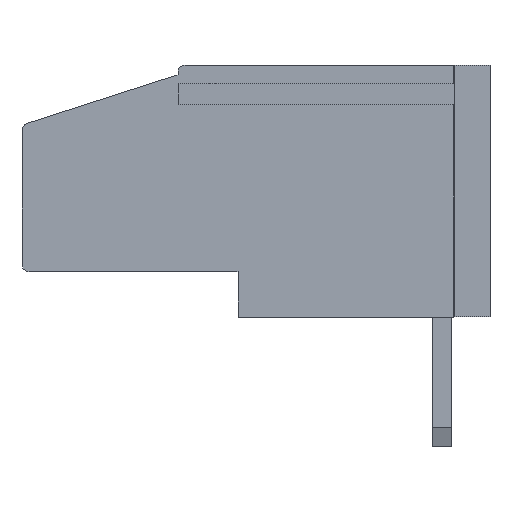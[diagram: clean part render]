
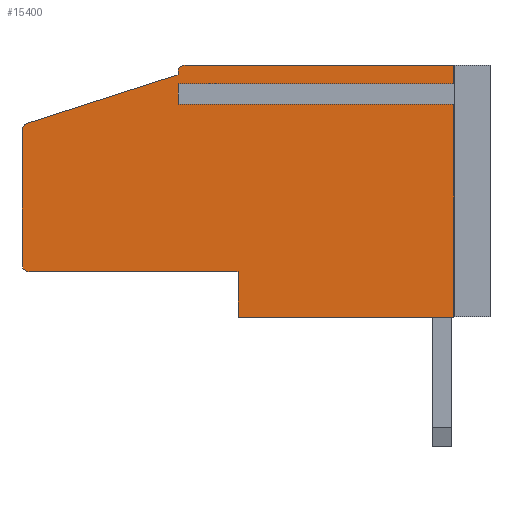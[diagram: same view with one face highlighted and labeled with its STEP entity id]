
A CAD part, left-side view. The second image highlights one B-rep face of the part: STEP entity #15400.
In plain terms, the highlighted planar face has unit normal (-1, 0, 0).
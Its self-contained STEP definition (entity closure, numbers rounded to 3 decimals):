
#580 = VECTOR ( 'NONE', #5551, 1000. ) ;
#767 = VERTEX_POINT ( 'NONE', #8141 ) ;
#1022 = VECTOR ( 'NONE', #23978, 1000. ) ;
#1099 = DIRECTION ( 'NONE',  ( -1., 0., 0. ) ) ;
#1395 = VERTEX_POINT ( 'NONE', #3103 ) ;
#1612 = VECTOR ( 'NONE', #11439, 1000. ) ;
#1831 = ORIENTED_EDGE ( 'NONE', *, *, #19887, .F. ) ;
#1833 = CARTESIAN_POINT ( 'NONE',  ( 0., 10.5, 1.9 ) ) ;
#2186 = CARTESIAN_POINT ( 'NONE',  ( 0., 19.5, 8. ) ) ;
#2262 = DIRECTION ( 'NONE',  ( 0., 0., -1. ) ) ;
#2438 = AXIS2_PLACEMENT_3D ( 'NONE', #19256, #19106, #25656 ) ;
#2710 = DIRECTION ( 'NONE',  ( 0., -1., 0. ) ) ;
#3103 = CARTESIAN_POINT ( 'NONE',  ( 0., 13., 10.1 ) ) ;
#3217 = DIRECTION ( 'NONE',  ( 0., 0., -1. ) ) ;
#3556 = EDGE_CURVE ( 'NONE', #22270, #27063, #27703, .T. ) ;
#3690 = CARTESIAN_POINT ( 'NONE',  ( 0., 1.5, 10.5 ) ) ;
#3691 = ORIENTED_EDGE ( 'NONE', *, *, #5334, .F. ) ;
#3723 = DIRECTION ( 'NONE',  ( -1., 0., 0. ) ) ;
#3740 = CARTESIAN_POINT ( 'NONE',  ( 0., 1.5, 0. ) ) ;
#3836 = CARTESIAN_POINT ( 'NONE',  ( 0., 13., 10.1 ) ) ;
#3977 = LINE ( 'NONE', #3836, #11078 ) ;
#4225 = VERTEX_POINT ( 'NONE', #23524 ) ;
#4337 = CARTESIAN_POINT ( 'NONE',  ( 0., 19.5, 2.2 ) ) ;
#4519 = CARTESIAN_POINT ( 'NONE',  ( 0., 10.5, 0. ) ) ;
#4834 = CARTESIAN_POINT ( 'NONE',  ( 0., 19.2, 2.2 ) ) ;
#4938 = VECTOR ( 'NONE', #25967, 1000. ) ;
#5166 = LINE ( 'NONE', #13811, #16840 ) ;
#5334 = EDGE_CURVE ( 'NONE', #24166, #17300, #25756, .T. ) ;
#5551 = DIRECTION ( 'NONE',  ( 0., 0., -1. ) ) ;
#5874 = CARTESIAN_POINT ( 'NONE',  ( 0., 19.5, 10.5 ) ) ;
#6087 = ORIENTED_EDGE ( 'NONE', *, *, #23457, .T. ) ;
#6089 = CARTESIAN_POINT ( 'NONE',  ( 0., 13., 9.502 ) ) ;
#6161 = CIRCLE ( 'NONE', #25234, 0.3 ) ;
#6369 = ORIENTED_EDGE ( 'NONE', *, *, #18878, .F. ) ;
#6376 = ORIENTED_EDGE ( 'NONE', *, *, #23203, .F. ) ;
#6419 = PLANE ( 'NONE',  #25979 ) ;
#6423 = CARTESIAN_POINT ( 'NONE',  ( 0., 1.5, 9.098 ) ) ;
#6588 = EDGE_CURVE ( 'NONE', #17300, #767, #27129, .T. ) ;
#6675 = VECTOR ( 'NONE', #18328, 1000. ) ;
#7022 = LINE ( 'NONE', #19968, #1022 ) ;
#7635 = CARTESIAN_POINT ( 'NONE',  ( 0., 19.5, 1.9 ) ) ;
#8078 = DIRECTION ( 'NONE',  ( 0., 0., 1. ) ) ;
#8131 = CARTESIAN_POINT ( 'NONE',  ( 0., 1.5, 10.5 ) ) ;
#8141 = CARTESIAN_POINT ( 'NONE',  ( 0., 19.2, 1.9 ) ) ;
#8581 = VERTEX_POINT ( 'NONE', #20171 ) ;
#8690 = LINE ( 'NONE', #17400, #9713 ) ;
#8929 = EDGE_CURVE ( 'NONE', #4225, #1395, #17157, .T. ) ;
#9028 = VERTEX_POINT ( 'NONE', #8131 ) ;
#9233 = AXIS2_PLACEMENT_3D ( 'NONE', #4834, #1099, #22330 ) ;
#9450 = CARTESIAN_POINT ( 'NONE',  ( 0., 19.5, 10.5 ) ) ;
#9713 = VECTOR ( 'NONE', #2710, 1000. ) ;
#9770 = VECTOR ( 'NONE', #21336, 1000. ) ;
#10527 = EDGE_CURVE ( 'NONE', #22270, #10774, #5166, .T. ) ;
#10774 = VERTEX_POINT ( 'NONE', #12762 ) ;
#10870 = EDGE_CURVE ( 'NONE', #16899, #767, #21996, .T. ) ;
#10984 = VECTOR ( 'NONE', #27629, 1000. ) ;
#11042 = CARTESIAN_POINT ( 'NONE',  ( 0., 19.5, 0. ) ) ;
#11071 = EDGE_CURVE ( 'NONE', #1395, #8581, #3977, .T. ) ;
#11078 = VECTOR ( 'NONE', #8078, 1000. ) ;
#11439 = DIRECTION ( 'NONE',  ( 0., -1., 0. ) ) ;
#11582 = ORIENTED_EDGE ( 'NONE', *, *, #16982, .F. ) ;
#12039 = LINE ( 'NONE', #3690, #580 ) ;
#12234 = CARTESIAN_POINT ( 'NONE',  ( 0., 10.5, 1.9 ) ) ;
#12369 = DIRECTION ( 'NONE',  ( 0., 0., -1. ) ) ;
#12762 = CARTESIAN_POINT ( 'NONE',  ( 0., 1.5, 9.502 ) ) ;
#12881 = DIRECTION ( 'NONE',  ( 0., -1., 0. ) ) ;
#13052 = DIRECTION ( 'NONE',  ( 1., 0., 0. ) ) ;
#13146 = VERTEX_POINT ( 'NONE', #6423 ) ;
#13393 = EDGE_CURVE ( 'NONE', #24166, #15722, #24020, .T. ) ;
#13570 = LINE ( 'NONE', #9450, #1612 ) ;
#13811 = CARTESIAN_POINT ( 'NONE',  ( 0., 13., 9.502 ) ) ;
#14031 = ORIENTED_EDGE ( 'NONE', *, *, #8929, .F. ) ;
#14634 = CARTESIAN_POINT ( 'NONE',  ( 0., 19.5, 10.5 ) ) ;
#14963 = LINE ( 'NONE', #5874, #10984 ) ;
#15001 = CARTESIAN_POINT ( 'NONE',  ( 0., 19.5, 7.782 ) ) ;
#15226 = FACE_OUTER_BOUND ( 'NONE', #26156, .T. ) ;
#15400 = ADVANCED_FACE ( 'NONE', ( #15226 ), #6419, .F. ) ;
#15557 = CARTESIAN_POINT ( 'NONE',  ( 0., 13., 9.098 ) ) ;
#15722 = VERTEX_POINT ( 'NONE', #3740 ) ;
#16053 = EDGE_CURVE ( 'NONE', #16899, #16752, #14963, .T. ) ;
#16113 = DIRECTION ( 'NONE',  ( 0., -1., 0. ) ) ;
#16752 = VERTEX_POINT ( 'NONE', #15001 ) ;
#16840 = VECTOR ( 'NONE', #16113, 1000. ) ;
#16899 = VERTEX_POINT ( 'NONE', #4337 ) ;
#16982 = EDGE_CURVE ( 'NONE', #9028, #10774, #7022, .T. ) ;
#17000 = VERTEX_POINT ( 'NONE', #19434 ) ;
#17157 = LINE ( 'NONE', #2186, #4938 ) ;
#17300 = VERTEX_POINT ( 'NONE', #12234 ) ;
#17400 = CARTESIAN_POINT ( 'NONE',  ( 0., 13., 9.098 ) ) ;
#18133 = VECTOR ( 'NONE', #3217, 1000. ) ;
#18328 = DIRECTION ( 'NONE',  ( 0., 1., 0. ) ) ;
#18825 = CARTESIAN_POINT ( 'NONE',  ( 0., 12.7, 10.2 ) ) ;
#18878 = EDGE_CURVE ( 'NONE', #27063, #13146, #8690, .T. ) ;
#19106 = DIRECTION ( 'NONE',  ( -1., 0., 0. ) ) ;
#19170 = ORIENTED_EDGE ( 'NONE', *, *, #10527, .T. ) ;
#19256 = CARTESIAN_POINT ( 'NONE',  ( 0., 19.2, 7.782 ) ) ;
#19312 = VECTOR ( 'NONE', #12881, 1000. ) ;
#19391 = EDGE_CURVE ( 'NONE', #17000, #8581, #6161, .T. ) ;
#19397 = ORIENTED_EDGE ( 'NONE', *, *, #10870, .T. ) ;
#19434 = CARTESIAN_POINT ( 'NONE',  ( 0., 12.7, 10.5 ) ) ;
#19887 = EDGE_CURVE ( 'NONE', #17000, #9028, #13570, .T. ) ;
#19968 = CARTESIAN_POINT ( 'NONE',  ( 0., 1.5, 10.5 ) ) ;
#20049 = ORIENTED_EDGE ( 'NONE', *, *, #6588, .F. ) ;
#20171 = CARTESIAN_POINT ( 'NONE',  ( 0., 13., 10.2 ) ) ;
#20470 = ORIENTED_EDGE ( 'NONE', *, *, #16053, .F. ) ;
#21013 = ORIENTED_EDGE ( 'NONE', *, *, #13393, .T. ) ;
#21336 = DIRECTION ( 'NONE',  ( 0., 0., 1. ) ) ;
#21555 = CARTESIAN_POINT ( 'NONE',  ( 0., 13., 9.502 ) ) ;
#21996 = CIRCLE ( 'NONE', #9233, 0.3 ) ;
#22270 = VERTEX_POINT ( 'NONE', #21555 ) ;
#22330 = DIRECTION ( 'NONE',  ( 0., 0., -1. ) ) ;
#23203 = EDGE_CURVE ( 'NONE', #13146, #15722, #12039, .T. ) ;
#23341 = CIRCLE ( 'NONE', #2438, 0.3 ) ;
#23457 = EDGE_CURVE ( 'NONE', #4225, #16752, #23341, .T. ) ;
#23524 = CARTESIAN_POINT ( 'NONE',  ( 0., 19.292, 8.067 ) ) ;
#23978 = DIRECTION ( 'NONE',  ( 0., 0., -1. ) ) ;
#24020 = LINE ( 'NONE', #11042, #19312 ) ;
#24134 = ORIENTED_EDGE ( 'NONE', *, *, #3556, .F. ) ;
#24166 = VERTEX_POINT ( 'NONE', #4519 ) ;
#25234 = AXIS2_PLACEMENT_3D ( 'NONE', #18825, #3723, #12369 ) ;
#25656 = DIRECTION ( 'NONE',  ( 0., 0., -1. ) ) ;
#25756 = LINE ( 'NONE', #1833, #9770 ) ;
#25967 = DIRECTION ( 'NONE',  ( 0., -0.952, 0.307 ) ) ;
#25979 = AXIS2_PLACEMENT_3D ( 'NONE', #14634, #13052, #2262 ) ;
#26156 = EDGE_LOOP ( 'NONE', ( #20470, #19397, #20049, #3691, #21013, #6376, #6369, #24134, #19170, #11582, #1831, #26236, #26298, #14031, #6087 ) ) ;
#26236 = ORIENTED_EDGE ( 'NONE', *, *, #19391, .T. ) ;
#26298 = ORIENTED_EDGE ( 'NONE', *, *, #11071, .F. ) ;
#27063 = VERTEX_POINT ( 'NONE', #15557 ) ;
#27129 = LINE ( 'NONE', #7635, #6675 ) ;
#27629 = DIRECTION ( 'NONE',  ( 0., 0., 1. ) ) ;
#27703 = LINE ( 'NONE', #6089, #18133 ) ;
